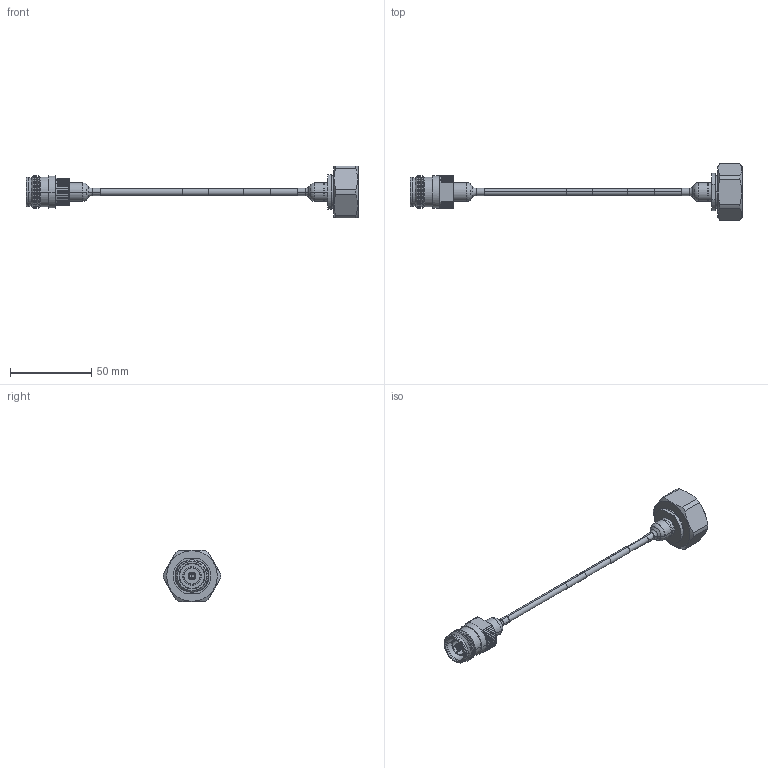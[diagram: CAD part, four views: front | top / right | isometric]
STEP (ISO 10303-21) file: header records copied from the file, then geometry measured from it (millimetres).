
FILE_DESCRIPTION (( 'STEP AP214' ), '1' );
FILE_NAME ('FMCA2480_3D.step', '2024-06-12T21:36:27', ( '' ), ( '' ), 'SwSTEP 2.0', 'SolidWorks 2022', '' );
FILE_SCHEMA (( 'AUTOMOTIVE_DESIGN' ));
Length unit declared in the file: inch
Products named in the file (5): TFT-5G-402^FMCA2480_LABEL PE+FM; FMCA2480_3D; TC-402-716M-LP-PE; TC-402-4310F-LP-PE; TFT-402-MA1^FMCA2480_1.5
Assembly tree (5 placements, depth 2):
  FMCA2480_3D
    TFT-5G-402^FMCA2480_LABEL PE+FM
    TFT-402-MA1^FMCA2480_1.5  x2
    TC-402-716M-LP-PE
    TC-402-4310F-LP-PE
Bounding box: 204.94 x 35.23 x 31.86 mm (x, y, z)
Volume: 20030 mm3; surface area: 14826.9 mm2
Topology: 9 solids, 9 shells, 542 faces, 1373 edges, 869 vertices
Faces by surface type: plane 185, cylinder 162, cone 137, torus 58
Entity records: 16821 total; most frequent: CARTESIAN_POINT 3928, ORIENTED_EDGE 2654, DIRECTION 2637, EDGE_CURVE 1327, AXIS2_PLACEMENT_3D 1058, VERTEX_POINT 845, EDGE_LOOP 550, CIRCLE 530
